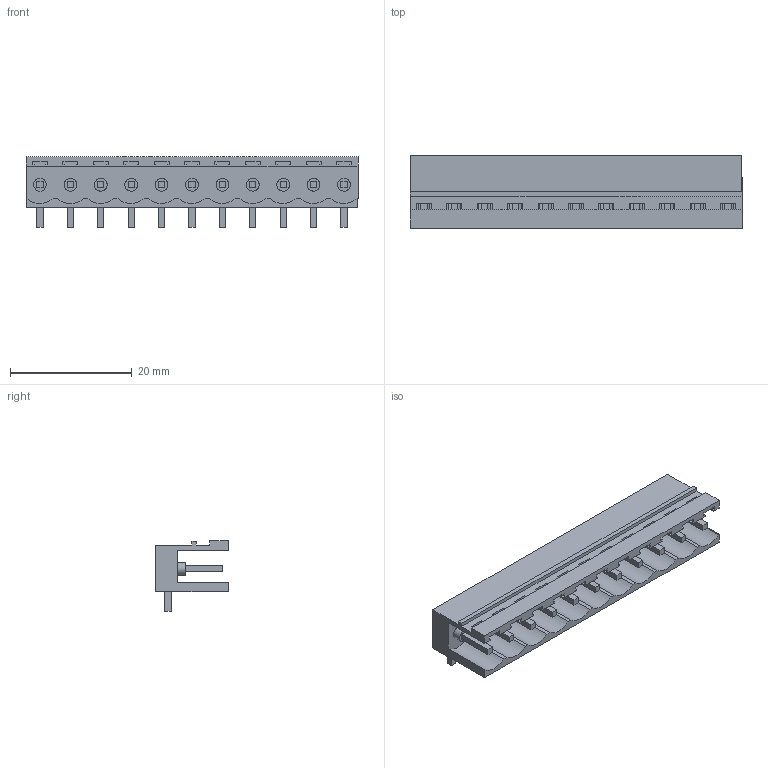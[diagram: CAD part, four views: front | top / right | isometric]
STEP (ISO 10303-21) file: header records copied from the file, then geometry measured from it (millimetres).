
FILE_DESCRIPTION(('CATIA V5 STEP Exchange','CAx-IF Rec.Pracs.--- Model Styling and Organization---1.4--- 2014-01-23'),'2;1');
FILE_NAME ('D1457085_1_1839980000_1839980000.stp','2022-05-17T09:45:09+00:00',('none'),('Weidmueller'),'CATIA Version 5-6 Release 2016 SP3 HF44','CATIA V5 STEP AP214','none');
FILE_SCHEMA(('AUTOMOTIVE_DESIGN { 1 0 10303 214 1 1 1 1 }'));
Length unit declared in the file: millimetre
Products named in the file (1): 1839980000
Bounding box: 54.6 x 12 x 11.63 mm (x, y, z)
Volume: 2510.4 mm3; surface area: 4609.2 mm2
Topology: 12 solids, 12 shells, 305 faces, 892 edges, 589 vertices
Faces by surface type: plane 272, cylinder 33
Entity records: 11047 total; most frequent: CARTESIAN_POINT 2894, ORIENTED_EDGE 1784, DIRECTION 1376, EDGE_CURVE 892, VECTOR 826, LINE 826, VERTEX_POINT 589, EDGE_LOOP 327
